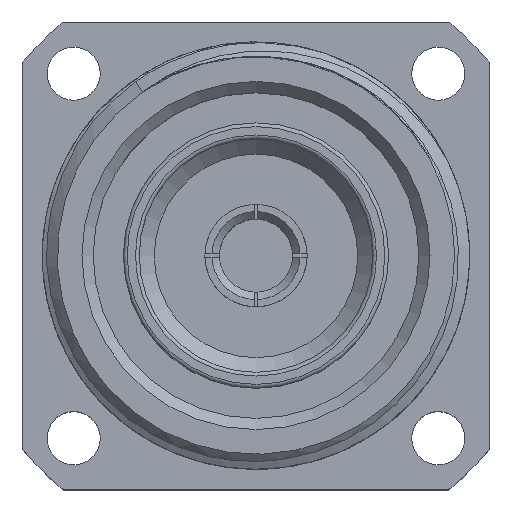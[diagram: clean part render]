
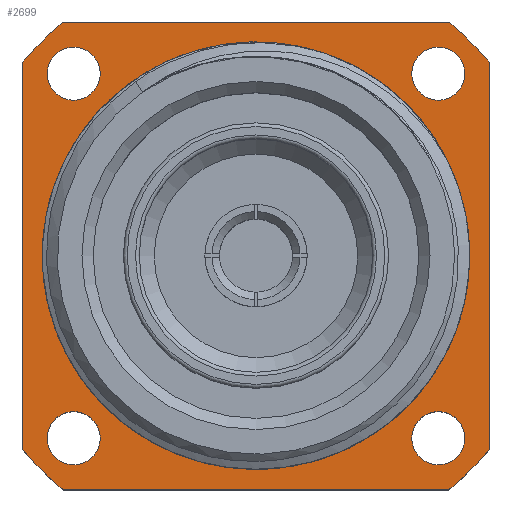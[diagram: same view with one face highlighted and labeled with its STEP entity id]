
A CAD part, top view. The second image highlights one B-rep face of the part: STEP entity #2699.
In plain terms, the highlighted planar face has unit normal (0, 0, 1).
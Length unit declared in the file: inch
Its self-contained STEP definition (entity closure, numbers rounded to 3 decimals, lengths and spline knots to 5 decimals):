
#37 = CARTESIAN_POINT ( 'NONE',  ( 0., 0., -0.63031 ) ) ;
#52 = EDGE_CURVE ( 'NONE', #1999, #3665, #1879, .T. ) ;
#115 = ORIENTED_EDGE ( 'NONE', *, *, #3280, .F. ) ;
#163 = FACE_BOUND ( 'NONE', #1715, .T. ) ;
#216 = VECTOR ( 'NONE', #1751, 39.37008 ) ;
#222 = PLANE ( 'NONE',  #1221 ) ;
#271 = ORIENTED_EDGE ( 'NONE', *, *, #456, .T. ) ;
#285 = VERTEX_POINT ( 'NONE', #461 ) ;
#353 = VECTOR ( 'NONE', #1763, 39.37008 ) ;
#438 = CIRCLE ( 'NONE', #3515, 0.071 ) ;
#453 = DIRECTION ( 'NONE',  ( 1., 0., 0. ) ) ;
#456 = EDGE_CURVE ( 'NONE', #925, #783, #1488, .T. ) ;
#461 = CARTESIAN_POINT ( 'NONE',  ( -0.625, -0.51524, -0.63031 ) ) ;
#473 = DIRECTION ( 'NONE',  ( 0., 0., -1. ) ) ;
#516 = CARTESIAN_POINT ( 'NONE',  ( -0.625, -0.625, -0.63031 ) ) ;
#577 = FACE_BOUND ( 'NONE', #3685, .T. ) ;
#606 = AXIS2_PLACEMENT_3D ( 'NONE', #1504, #1175, #3684 ) ;
#615 = EDGE_LOOP ( 'NONE', ( #649 ) ) ;
#649 = ORIENTED_EDGE ( 'NONE', *, *, #3454, .F. ) ;
#692 = VERTEX_POINT ( 'NONE', #2609 ) ;
#718 = DIRECTION ( 'NONE',  ( 1., 0., 0. ) ) ;
#783 = VERTEX_POINT ( 'NONE', #2130 ) ;
#787 = ORIENTED_EDGE ( 'NONE', *, *, #52, .T. ) ;
#790 = DIRECTION ( 'NONE',  ( 0., 0., 1. ) ) ;
#800 = DIRECTION ( 'NONE',  ( 0., 0., -1. ) ) ;
#894 = DIRECTION ( 'NONE',  ( 1., 0., 0. ) ) ;
#925 = VERTEX_POINT ( 'NONE', #1527 ) ;
#943 = CIRCLE ( 'NONE', #1659, 0.071 ) ;
#971 = DIRECTION ( 'NONE',  ( 0., 0., 1. ) ) ;
#1031 = EDGE_CURVE ( 'NONE', #692, #692, #438, .T. ) ;
#1048 = EDGE_CURVE ( 'NONE', #2024, #2024, #3713, .T. ) ;
#1054 = EDGE_CURVE ( 'NONE', #1940, #1940, #1938, .T. ) ;
#1064 = DIRECTION ( 'NONE',  ( 0., 0., 1. ) ) ;
#1107 = FACE_BOUND ( 'NONE', #615, .T. ) ;
#1116 = DIRECTION ( 'NONE',  ( -1., 0., 0. ) ) ;
#1120 = LINE ( 'NONE', #3305, #216 ) ;
#1175 = DIRECTION ( 'NONE',  ( 0., 0., -1. ) ) ;
#1196 = FACE_BOUND ( 'NONE', #3277, .T. ) ;
#1197 = ORIENTED_EDGE ( 'NONE', *, *, #1031, .F. ) ;
#1221 = AXIS2_PLACEMENT_3D ( 'NONE', #1482, #800, #2717 ) ;
#1224 = CARTESIAN_POINT ( 'NONE',  ( 0.625, -0.51524, -0.63031 ) ) ;
#1230 = VERTEX_POINT ( 'NONE', #1517 ) ;
#1246 = DIRECTION ( 'NONE',  ( -1., 0., 0. ) ) ;
#1316 = ORIENTED_EDGE ( 'NONE', *, *, #2289, .T. ) ;
#1358 = ORIENTED_EDGE ( 'NONE', *, *, #1054, .T. ) ;
#1427 = LINE ( 'NONE', #2661, #2482 ) ;
#1429 = AXIS2_PLACEMENT_3D ( 'NONE', #1672, #3817, #3244 ) ;
#1476 = EDGE_LOOP ( 'NONE', ( #2083 ) ) ;
#1482 = CARTESIAN_POINT ( 'NONE',  ( 0., 0., -0.63031 ) ) ;
#1488 = CIRCLE ( 'NONE', #2253, 0.81 ) ;
#1493 = DIRECTION ( 'NONE',  ( 0., 0., 1. ) ) ;
#1504 = CARTESIAN_POINT ( 'NONE',  ( 0., 0., -0.63031 ) ) ;
#1517 = CARTESIAN_POINT ( 'NONE',  ( 0.558, 0.487, -0.63031 ) ) ;
#1527 = CARTESIAN_POINT ( 'NONE',  ( 0.625, 0.51524, -0.63031 ) ) ;
#1556 = AXIS2_PLACEMENT_3D ( 'NONE', #1661, #2303, #453 ) ;
#1585 = CIRCLE ( 'NONE', #606, 0.81 ) ;
#1589 = CARTESIAN_POINT ( 'NONE',  ( 0.487, 0.487, -0.63031 ) ) ;
#1630 = DIRECTION ( 'NONE',  ( 1., 0., 0. ) ) ;
#1654 = EDGE_CURVE ( 'NONE', #3132, #3267, #2523, .T. ) ;
#1659 = AXIS2_PLACEMENT_3D ( 'NONE', #3211, #790, #1667 ) ;
#1661 = CARTESIAN_POINT ( 'NONE',  ( -0.487, -0.487, -0.63031 ) ) ;
#1667 = DIRECTION ( 'NONE',  ( 1., 0., 0. ) ) ;
#1672 = CARTESIAN_POINT ( 'NONE',  ( 0., 0., -0.63031 ) ) ;
#1709 = CARTESIAN_POINT ( 'NONE',  ( -0.51524, -0.625, -0.63031 ) ) ;
#1715 = EDGE_LOOP ( 'NONE', ( #1358 ) ) ;
#1751 = DIRECTION ( 'NONE',  ( 0., 1., 0. ) ) ;
#1763 = DIRECTION ( 'NONE',  ( 0., -1., 0. ) ) ;
#1780 = FACE_OUTER_BOUND ( 'NONE', #2318, .T. ) ;
#1826 = FACE_BOUND ( 'NONE', #1476, .T. ) ;
#1867 = ORIENTED_EDGE ( 'NONE', *, *, #2773, .F. ) ;
#1879 = LINE ( 'NONE', #3114, #3508 ) ;
#1900 = ORIENTED_EDGE ( 'NONE', *, *, #3193, .T. ) ;
#1938 = CIRCLE ( 'NONE', #3970, 0.5415 ) ;
#1940 = VERTEX_POINT ( 'NONE', #2630 ) ;
#1945 = CARTESIAN_POINT ( 'NONE',  ( 0.487, -0.487, -0.63031 ) ) ;
#1999 = VERTEX_POINT ( 'NONE', #1709 ) ;
#2004 = CARTESIAN_POINT ( 'NONE',  ( -0.625, 0.51524, -0.63031 ) ) ;
#2024 = VERTEX_POINT ( 'NONE', #3866 ) ;
#2083 = ORIENTED_EDGE ( 'NONE', *, *, #1048, .F. ) ;
#2130 = CARTESIAN_POINT ( 'NONE',  ( 0.51524, 0.625, -0.63031 ) ) ;
#2142 = CARTESIAN_POINT ( 'NONE',  ( -0.416, 0.487, -0.63031 ) ) ;
#2143 = VERTEX_POINT ( 'NONE', #1224 ) ;
#2253 = AXIS2_PLACEMENT_3D ( 'NONE', #37, #1493, #894 ) ;
#2289 = EDGE_CURVE ( 'NONE', #3132, #285, #2382, .T. ) ;
#2303 = DIRECTION ( 'NONE',  ( 0., 0., 1. ) ) ;
#2318 = EDGE_LOOP ( 'NONE', ( #3863, #1316, #115, #787, #1867, #1900, #271, #3296 ) ) ;
#2382 = LINE ( 'NONE', #516, #353 ) ;
#2482 = VECTOR ( 'NONE', #1116, 39.37008 ) ;
#2523 = CIRCLE ( 'NONE', #1429, 0.81 ) ;
#2609 = CARTESIAN_POINT ( 'NONE',  ( 0.558, -0.487, -0.63031 ) ) ;
#2630 = CARTESIAN_POINT ( 'NONE',  ( -0.5415, 0., -0.63031 ) ) ;
#2661 = CARTESIAN_POINT ( 'NONE',  ( -0.625, 0.625, -0.63031 ) ) ;
#2699 = ADVANCED_FACE ( 'NONE', ( #577, #1107, #1196, #1826, #163, #1780 ), #222, .F. ) ;
#2717 = DIRECTION ( 'NONE',  ( 0., -1., 0. ) ) ;
#2773 = EDGE_CURVE ( 'NONE', #2143, #3665, #1585, .T. ) ;
#2824 = AXIS2_PLACEMENT_3D ( 'NONE', #4043, #3959, #1246 ) ;
#2881 = AXIS2_PLACEMENT_3D ( 'NONE', #1589, #971, #1630 ) ;
#2894 = EDGE_CURVE ( 'NONE', #783, #3267, #1427, .T. ) ;
#2932 = DIRECTION ( 'NONE',  ( -1., 0., 0. ) ) ;
#3014 = CIRCLE ( 'NONE', #2881, 0.071 ) ;
#3114 = CARTESIAN_POINT ( 'NONE',  ( -0.625, -0.625, -0.63031 ) ) ;
#3132 = VERTEX_POINT ( 'NONE', #2004 ) ;
#3174 = DIRECTION ( 'NONE',  ( 1., 0., 0. ) ) ;
#3193 = EDGE_CURVE ( 'NONE', #2143, #925, #1120, .T. ) ;
#3204 = CARTESIAN_POINT ( 'NONE',  ( 0., 0., -0.63031 ) ) ;
#3211 = CARTESIAN_POINT ( 'NONE',  ( -0.487, 0.487, -0.63031 ) ) ;
#3244 = DIRECTION ( 'NONE',  ( -1., 0., 0. ) ) ;
#3267 = VERTEX_POINT ( 'NONE', #3407 ) ;
#3277 = EDGE_LOOP ( 'NONE', ( #1197 ) ) ;
#3280 = EDGE_CURVE ( 'NONE', #1999, #285, #4005, .T. ) ;
#3296 = ORIENTED_EDGE ( 'NONE', *, *, #2894, .T. ) ;
#3305 = CARTESIAN_POINT ( 'NONE',  ( 0.625, -0.625, -0.63031 ) ) ;
#3407 = CARTESIAN_POINT ( 'NONE',  ( -0.51524, 0.625, -0.63031 ) ) ;
#3454 = EDGE_CURVE ( 'NONE', #1230, #1230, #3014, .T. ) ;
#3468 = CARTESIAN_POINT ( 'NONE',  ( 0.51524, -0.625, -0.63031 ) ) ;
#3508 = VECTOR ( 'NONE', #3174, 39.37008 ) ;
#3515 = AXIS2_PLACEMENT_3D ( 'NONE', #1945, #1064, #718 ) ;
#3624 = ORIENTED_EDGE ( 'NONE', *, *, #3825, .F. ) ;
#3665 = VERTEX_POINT ( 'NONE', #3468 ) ;
#3684 = DIRECTION ( 'NONE',  ( -1., 0., 0. ) ) ;
#3685 = EDGE_LOOP ( 'NONE', ( #3624 ) ) ;
#3713 = CIRCLE ( 'NONE', #1556, 0.071 ) ;
#3817 = DIRECTION ( 'NONE',  ( 0., 0., -1. ) ) ;
#3825 = EDGE_CURVE ( 'NONE', #4001, #4001, #943, .T. ) ;
#3863 = ORIENTED_EDGE ( 'NONE', *, *, #1654, .F. ) ;
#3866 = CARTESIAN_POINT ( 'NONE',  ( -0.416, -0.487, -0.63031 ) ) ;
#3959 = DIRECTION ( 'NONE',  ( 0., 0., -1. ) ) ;
#3970 = AXIS2_PLACEMENT_3D ( 'NONE', #3204, #473, #2932 ) ;
#4001 = VERTEX_POINT ( 'NONE', #2142 ) ;
#4005 = CIRCLE ( 'NONE', #2824, 0.81 ) ;
#4043 = CARTESIAN_POINT ( 'NONE',  ( 0., 0., -0.63031 ) ) ;
